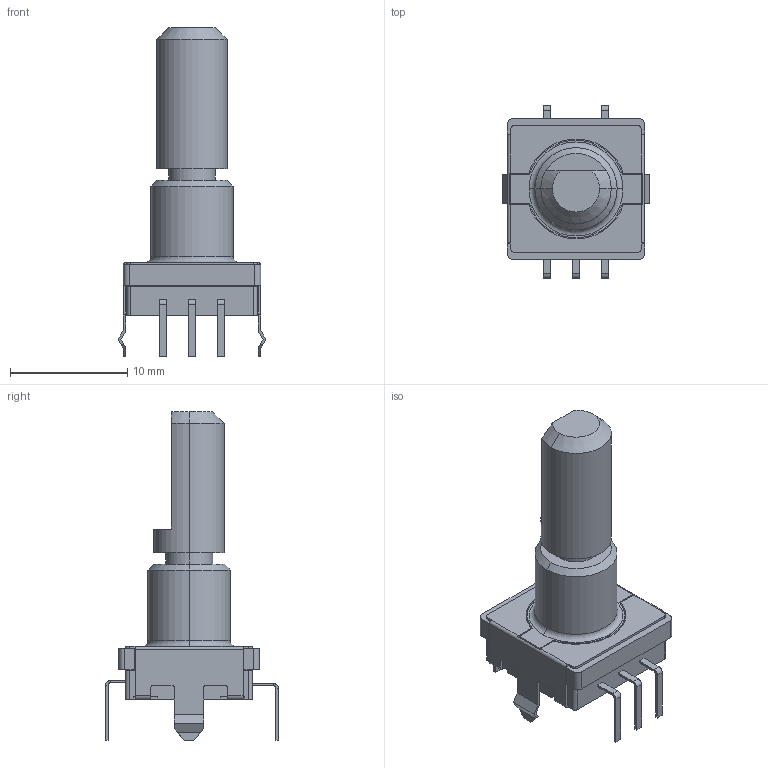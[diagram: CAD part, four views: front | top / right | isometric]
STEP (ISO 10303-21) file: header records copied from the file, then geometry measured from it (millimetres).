
FILE_DESCRIPTION (( 'STEP AP214' ), '1' );
FILE_NAME ('SW-TH_EC11XXXXXXXX-L11.7-W12.0-H24.5-P2.5-LS14.5.step', '2022-07-26T16:56:27', ( '' ), ( '' ), 'SwSTEP 2.0', 'SolidWorks 2020', '' );
FILE_SCHEMA (( 'AUTOMOTIVE_DESIGN' ));
Length unit declared in the file: millimetre
Products named in the file (1): SW-TH_EC11XXXXXXXX-L11.7-W12.0-H24.5-P2.5-LS14.5
Bounding box: 12.58 x 14.7 x 28 mm (x, y, z)
Volume: 1142.7 mm3; surface area: 1660.7 mm2
Topology: 18 solids, 18 shells, 530 faces, 1380 edges, 898 vertices
Faces by surface type: plane 355, bspline 112, cylinder 56, cone 5, torus 2
Entity records: 22659 total; most frequent: CARTESIAN_POINT 4923, ORIENTED_EDGE 2760, DIRECTION 2115, EDGE_CURVE 1380, LINE 1023, VECTOR 1023, VERTEX_POINT 898, EDGE_LOOP 556
